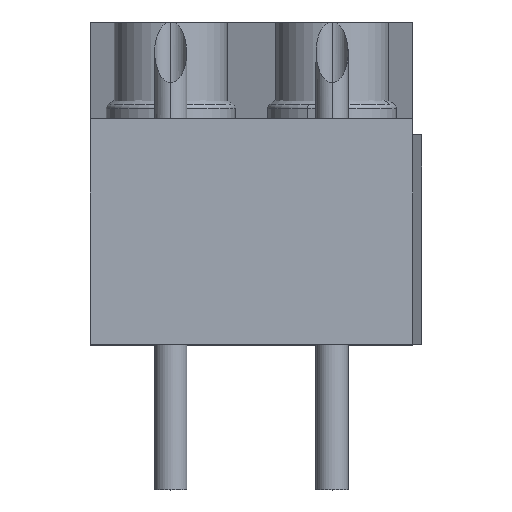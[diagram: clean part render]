
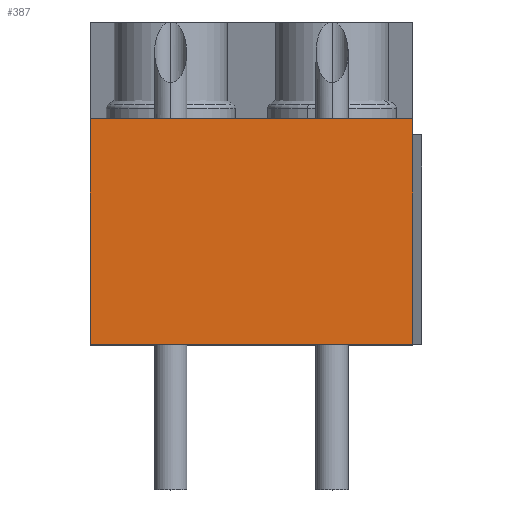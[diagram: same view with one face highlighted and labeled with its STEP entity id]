
A CAD part, top view. The second image highlights one B-rep face of the part: STEP entity #387.
In plain terms, the highlighted planar face has unit normal (0, 0, 1).
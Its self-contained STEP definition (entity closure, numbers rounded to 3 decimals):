
#84 = VECTOR ( 'NONE', #3201, 1000. ) ;
#190 = DIRECTION ( 'NONE',  ( 0., 0., -1. ) ) ;
#387 = ADVANCED_FACE ( 'NONE', ( #3286 ), #550, .F. ) ;
#394 = EDGE_CURVE ( 'NONE', #2966, #2810, #1534, .T. ) ;
#539 = CARTESIAN_POINT ( 'NONE',  ( 5.252, 7., 3.667 ) ) ;
#550 = PLANE ( 'NONE',  #3923 ) ;
#567 = VERTEX_POINT ( 'NONE', #1868 ) ;
#621 = CARTESIAN_POINT ( 'NONE',  ( -4.748, 7., 3.667 ) ) ;
#698 = ORIENTED_EDGE ( 'NONE', *, *, #851, .T. ) ;
#824 = LINE ( 'NONE', #1574, #4269 ) ;
#832 = DIRECTION ( 'NONE',  ( -1., 0., 0. ) ) ;
#851 = EDGE_CURVE ( 'NONE', #567, #3023, #1184, .T. ) ;
#1184 = LINE ( 'NONE', #4242, #1980 ) ;
#1261 = DIRECTION ( 'NONE',  ( 1., 0., 0. ) ) ;
#1509 = EDGE_CURVE ( 'NONE', #2810, #3023, #824, .T. ) ;
#1534 = LINE ( 'NONE', #2104, #4111 ) ;
#1574 = CARTESIAN_POINT ( 'NONE',  ( 5.252, 6.5, 3.667 ) ) ;
#1868 = CARTESIAN_POINT ( 'NONE',  ( -4.748, 0., 3.667 ) ) ;
#1913 = DIRECTION ( 'NONE',  ( 0., -1., 0. ) ) ;
#1980 = VECTOR ( 'NONE', #1261, 1000. ) ;
#2058 = EDGE_LOOP ( 'NONE', ( #698, #3063, #2922, #2910 ) ) ;
#2086 = CARTESIAN_POINT ( 'NONE',  ( -4.748, 6.5, 3.667 ) ) ;
#2104 = CARTESIAN_POINT ( 'NONE',  ( -4.748, 7., 3.667 ) ) ;
#2523 = CARTESIAN_POINT ( 'NONE',  ( -4.748, 6.5, 3.667 ) ) ;
#2578 = CARTESIAN_POINT ( 'NONE',  ( 5.252, 0., 3.667 ) ) ;
#2810 = VERTEX_POINT ( 'NONE', #539 ) ;
#2910 = ORIENTED_EDGE ( 'NONE', *, *, #4041, .T. ) ;
#2922 = ORIENTED_EDGE ( 'NONE', *, *, #394, .F. ) ;
#2966 = VERTEX_POINT ( 'NONE', #621 ) ;
#3023 = VERTEX_POINT ( 'NONE', #2578 ) ;
#3063 = ORIENTED_EDGE ( 'NONE', *, *, #1509, .F. ) ;
#3201 = DIRECTION ( 'NONE',  ( 0., -1., 0. ) ) ;
#3286 = FACE_OUTER_BOUND ( 'NONE', #2058, .T. ) ;
#3750 = LINE ( 'NONE', #2523, #84 ) ;
#3923 = AXIS2_PLACEMENT_3D ( 'NONE', #2086, #190, #832 ) ;
#4041 = EDGE_CURVE ( 'NONE', #2966, #567, #3750, .T. ) ;
#4111 = VECTOR ( 'NONE', #4187, 1000. ) ;
#4187 = DIRECTION ( 'NONE',  ( 1., 0., 0. ) ) ;
#4242 = CARTESIAN_POINT ( 'NONE',  ( -4.748, 0., 3.667 ) ) ;
#4269 = VECTOR ( 'NONE', #1913, 1000. ) ;
